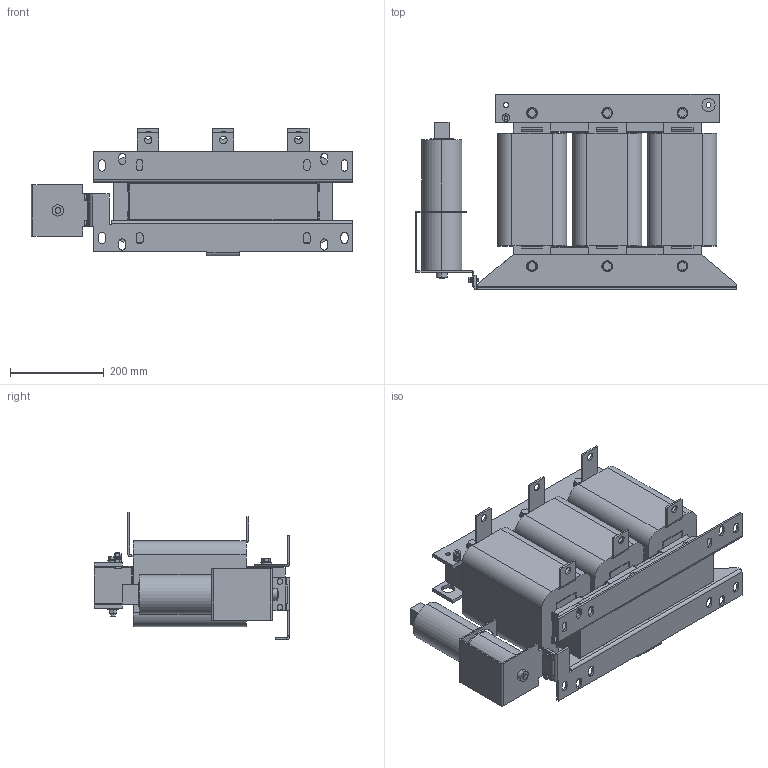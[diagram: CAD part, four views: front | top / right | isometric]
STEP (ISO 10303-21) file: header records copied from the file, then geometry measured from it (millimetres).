
FILE_DESCRIPTION (( 'STEP AP214' ), '1' );
FILE_NAME ('209647.STEP', '2021-10-07T10:45:26', ( '' ), ( '' ), 'SwSTEP 2.0', 'SolidWorks 2018', '' );
FILE_SCHEMA (( 'AUTOMOTIVE_DESIGN' ));
Length unit declared in the file: millimetre
Products named in the file (1): 209647
Bounding box: 685 x 416 x 271.28 mm (x, y, z)
Volume: 27007152.5 mm3; surface area: 1324631.7 mm2
Topology: 1 solids, 1 shells, 694 faces, 1987 edges, 1328 vertices
Faces by surface type: plane 498, cylinder 178, cone 12, torus 6
Entity records: 23027 total; most frequent: CARTESIAN_POINT 4234, ORIENTED_EDGE 3974, DIRECTION 3851, EDGE_CURVE 1987, LINE 1441, VECTOR 1441, VERTEX_POINT 1328, AXIS2_PLACEMENT_3D 1205
